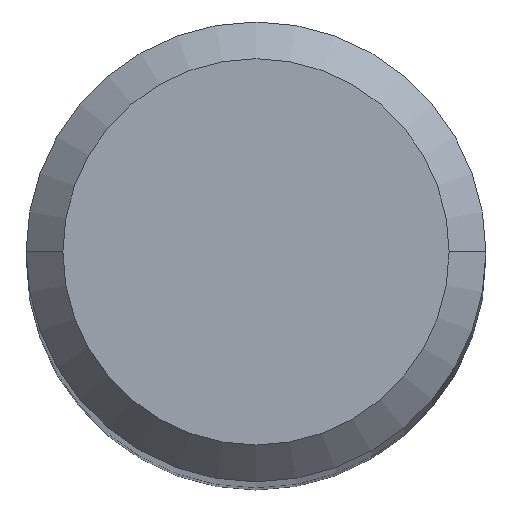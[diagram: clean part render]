
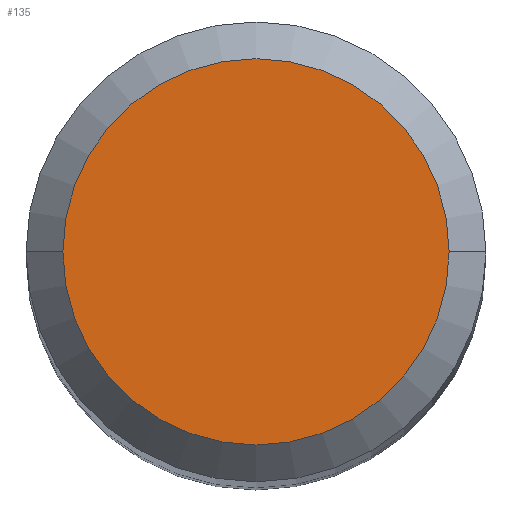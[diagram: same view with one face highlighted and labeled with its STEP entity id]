
A CAD part, top view. The second image highlights one B-rep face of the part: STEP entity #135.
In plain terms, the highlighted planar face has unit normal (0, 0, 1).
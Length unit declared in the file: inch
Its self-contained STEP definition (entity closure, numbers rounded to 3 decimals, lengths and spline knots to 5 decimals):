
#7 = DIRECTION ( 'NONE',  ( 1., 0., 0. ) ) ;
#16 = EDGE_LOOP ( 'NONE', ( #36, #194 ) ) ;
#36 = ORIENTED_EDGE ( 'NONE', *, *, #267, .T. ) ;
#38 = PLANE ( 'NONE',  #248 ) ;
#44 = DIRECTION ( 'NONE',  ( 0., 0., 1. ) ) ;
#62 = AXIS2_PLACEMENT_3D ( 'NONE', #344, #348, #76 ) ;
#72 = CARTESIAN_POINT ( 'NONE',  ( -0.07875, 0., 2. ) ) ;
#74 = EDGE_CURVE ( 'NONE', #187, #170, #145, .T. ) ;
#76 = DIRECTION ( 'NONE',  ( 1., 0., 0. ) ) ;
#107 = AXIS2_PLACEMENT_3D ( 'NONE', #301, #125, #7 ) ;
#125 = DIRECTION ( 'NONE',  ( 0., 0., 1. ) ) ;
#135 = ADVANCED_FACE ( 'NONE', ( #275 ), #38, .T. ) ;
#145 = CIRCLE ( 'NONE', #107, 0.07875 ) ;
#170 = VERTEX_POINT ( 'NONE', #72 ) ;
#187 = VERTEX_POINT ( 'NONE', #222 ) ;
#194 = ORIENTED_EDGE ( 'NONE', *, *, #74, .T. ) ;
#204 = CARTESIAN_POINT ( 'NONE',  ( 0., 0., 2. ) ) ;
#222 = CARTESIAN_POINT ( 'NONE',  ( 0.07875, 0., 2. ) ) ;
#248 = AXIS2_PLACEMENT_3D ( 'NONE', #204, #44, #308 ) ;
#267 = EDGE_CURVE ( 'NONE', #170, #187, #347, .T. ) ;
#275 = FACE_OUTER_BOUND ( 'NONE', #16, .T. ) ;
#301 = CARTESIAN_POINT ( 'NONE',  ( 0., 0., 2. ) ) ;
#308 = DIRECTION ( 'NONE',  ( 1., 0., 0. ) ) ;
#344 = CARTESIAN_POINT ( 'NONE',  ( 0., 0., 2. ) ) ;
#347 = CIRCLE ( 'NONE', #62, 0.07875 ) ;
#348 = DIRECTION ( 'NONE',  ( 0., 0., 1. ) ) ;
